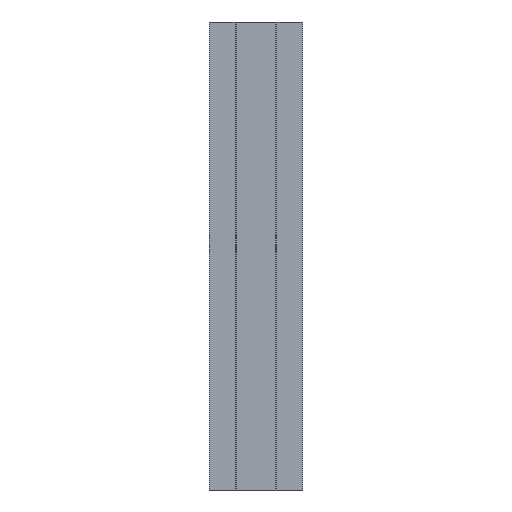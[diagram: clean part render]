
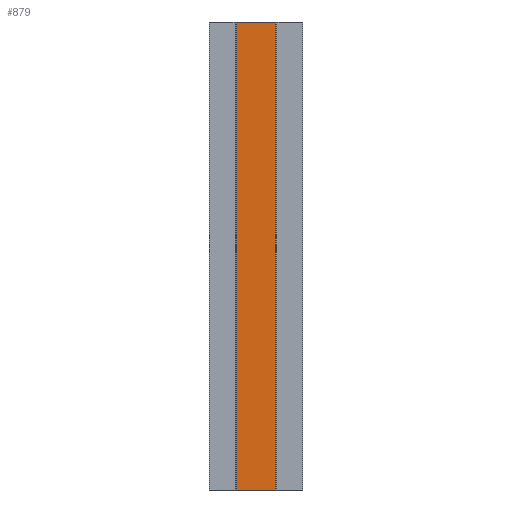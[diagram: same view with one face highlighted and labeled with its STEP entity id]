
A CAD part, front view. The second image highlights one B-rep face of the part: STEP entity #879.
In plain terms, the highlighted planar face has unit normal (0, -1, 0).
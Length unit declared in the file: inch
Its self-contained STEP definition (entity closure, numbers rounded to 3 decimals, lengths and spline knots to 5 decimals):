
#9 = FACE_OUTER_BOUND ( 'NONE', #37, .T. ) ;
#37 = EDGE_LOOP ( 'NONE', ( #73, #1049, #289, #776 ) ) ;
#73 = ORIENTED_EDGE ( 'NONE', *, *, #947, .F. ) ;
#129 = LINE ( 'NONE', #539, #989 ) ;
#162 = VERTEX_POINT ( 'NONE', #376 ) ;
#166 = DIRECTION ( 'NONE',  ( 0., 0., -1. ) ) ;
#192 = CARTESIAN_POINT ( 'NONE',  ( 0., -0.75, 0. ) ) ;
#200 = VECTOR ( 'NONE', #439, 39.37008 ) ;
#264 = VECTOR ( 'NONE', #423, 39.37008 ) ;
#271 = DIRECTION ( 'NONE',  ( 0., 0., 1. ) ) ;
#289 = ORIENTED_EDGE ( 'NONE', *, *, #302, .F. ) ;
#302 = EDGE_CURVE ( 'NONE', #1054, #353, #626, .T. ) ;
#347 = CARTESIAN_POINT ( 'NONE',  ( -0.75, -0.75, 0.47 ) ) ;
#353 = VERTEX_POINT ( 'NONE', #493 ) ;
#376 = CARTESIAN_POINT ( 'NONE',  ( -0.316, -0.75, -7.03 ) ) ;
#423 = DIRECTION ( 'NONE',  ( 0., 0., -1. ) ) ;
#439 = DIRECTION ( 'NONE',  ( 1., 0., 0. ) ) ;
#443 = PLANE ( 'NONE',  #702 ) ;
#461 = CARTESIAN_POINT ( 'NONE',  ( -0.316, -0.75, 0.47 ) ) ;
#493 = CARTESIAN_POINT ( 'NONE',  ( 0.316, -0.75, 0.47 ) ) ;
#539 = CARTESIAN_POINT ( 'NONE',  ( 0.75, -0.75, -7.03 ) ) ;
#553 = LINE ( 'NONE', #627, #749 ) ;
#598 = EDGE_CURVE ( 'NONE', #353, #963, #930, .T. ) ;
#626 = LINE ( 'NONE', #347, #200 ) ;
#627 = CARTESIAN_POINT ( 'NONE',  ( -0.316, -0.75, 0.47 ) ) ;
#702 = AXIS2_PLACEMENT_3D ( 'NONE', #192, #781, #271 ) ;
#749 = VECTOR ( 'NONE', #166, 39.37008 ) ;
#776 = ORIENTED_EDGE ( 'NONE', *, *, #823, .T. ) ;
#781 = DIRECTION ( 'NONE',  ( 0., 1., 0. ) ) ;
#790 = DIRECTION ( 'NONE',  ( -1., 0., 0. ) ) ;
#803 = CARTESIAN_POINT ( 'NONE',  ( 0.316, -0.75, -7.03 ) ) ;
#823 = EDGE_CURVE ( 'NONE', #1054, #162, #553, .T. ) ;
#879 = ADVANCED_FACE ( 'NONE', ( #9 ), #443, .F. ) ;
#908 = CARTESIAN_POINT ( 'NONE',  ( 0.316, -0.75, 0.47 ) ) ;
#930 = LINE ( 'NONE', #908, #264 ) ;
#947 = EDGE_CURVE ( 'NONE', #963, #162, #129, .T. ) ;
#963 = VERTEX_POINT ( 'NONE', #803 ) ;
#989 = VECTOR ( 'NONE', #790, 39.37008 ) ;
#1049 = ORIENTED_EDGE ( 'NONE', *, *, #598, .F. ) ;
#1054 = VERTEX_POINT ( 'NONE', #461 ) ;
